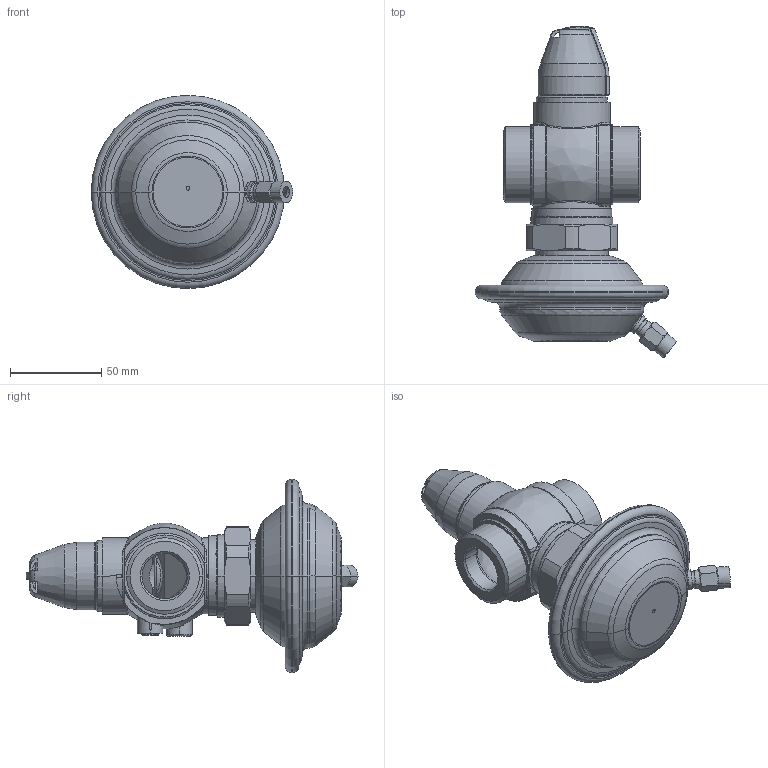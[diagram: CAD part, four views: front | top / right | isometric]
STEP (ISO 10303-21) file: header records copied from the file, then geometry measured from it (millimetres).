
FILE_DESCRIPTION((''),'2;1');
FILE_NAME('003H6415','2015-03-06T',('u317927'),('Danfoss'),'PRO/ENGINEER BY PARAMETRIC TECHNOLOGY CORPORATION, 2014000','PRO/ENGINEER BY PARAMETRIC TECHNOLOGY CORPORATION, 2014000','');
FILE_SCHEMA(('CONFIG_CONTROL_DESIGN'));
Length unit declared in the file: millimetre
Products named in the file (1): 003H6415
Bounding box: 110.52 x 182.06 x 106 mm (x, y, z)
Volume: 196567.6 mm3; surface area: 109162.4 mm2
Topology: 2 solids, 2 shells, 862 faces, 1970 edges, 1177 vertices
Faces by surface type: cylinder 262, plane 207, cone 150, torus 119, bspline 112, sphere 12
Entity records: 35636 total; most frequent: CARTESIAN_POINT 16821, DIRECTION 3945, ORIENTED_EDGE 3928, EDGE_CURVE 1964, AXIS2_PLACEMENT_3D 1665, VERTEX_POINT 1177, EDGE_LOOP 945, CIRCLE 915
